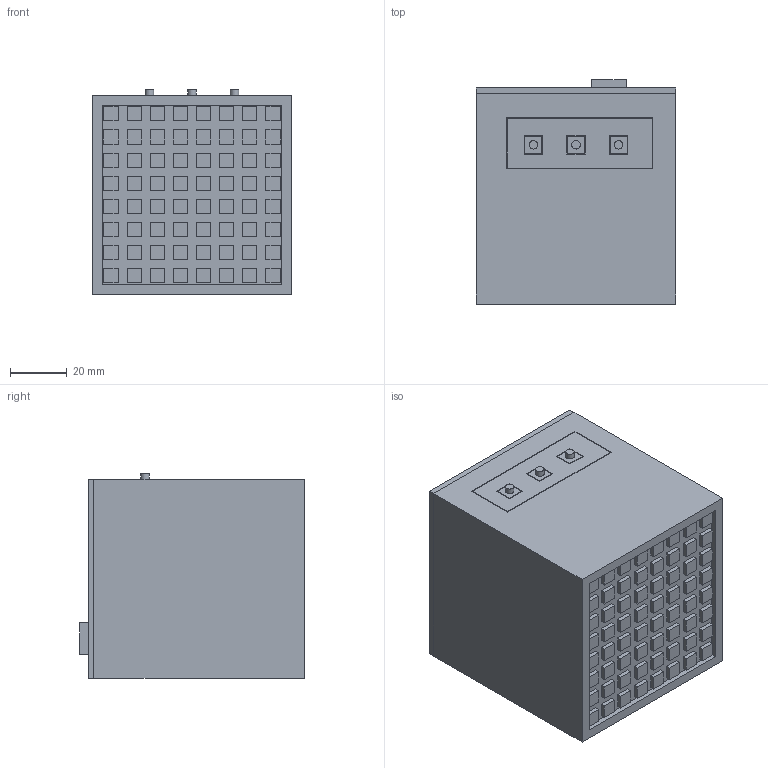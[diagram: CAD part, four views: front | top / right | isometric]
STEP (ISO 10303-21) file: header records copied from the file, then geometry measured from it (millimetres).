
FILE_DESCRIPTION(/* description */ (''),/* implementation_level */ '2;1');
FILE_NAME(/* name */ 'LED Matrix v7.step',/* time_stamp */ '2022-10-08T17:43:35+02:00',/* author */ (''),/* organization */ (''),/* preprocessor_version */ 'ST-DEVELOPER v19',/* originating_system */ 'Autodesk Translation Framework v11.7.0.108',/* authorisation */ '');
FILE_SCHEMA (('AUTOMOTIVE_DESIGN { 1 0 10303 214 3 1 1 }'));
Length unit declared in the file: millimetre
Products named in the file (7): LED Matrix; LED Matrix_1; Box; Arduino; Door; Buttons; Cap
Assembly tree (6 placements, depth 2):
  LED Matrix
    LED Matrix_1
    Box
    Arduino
    Door
    Buttons
    Cap
Bounding box: 70 x 79 x 72 mm (x, y, z)
Volume: 84008.3 mm3; surface area: 85549.9 mm2
Topology: 79 solids, 79 shells, 604 faces, 1272 edges, 840 vertices
Faces by surface type: plane 561, cylinder 31, torus 8, sphere 4
Full cylindrical faces by diameter (mm): 2 x4, 3 x7, 5 x2
Entity records: 16093 total; most frequent: CARTESIAN_POINT 2765, DIRECTION 2576, ORIENTED_EDGE 2544, EDGE_CURVE 1272, LINE 1194, VECTOR 1194, VERTEX_POINT 840, AXIS2_PLACEMENT_3D 691
